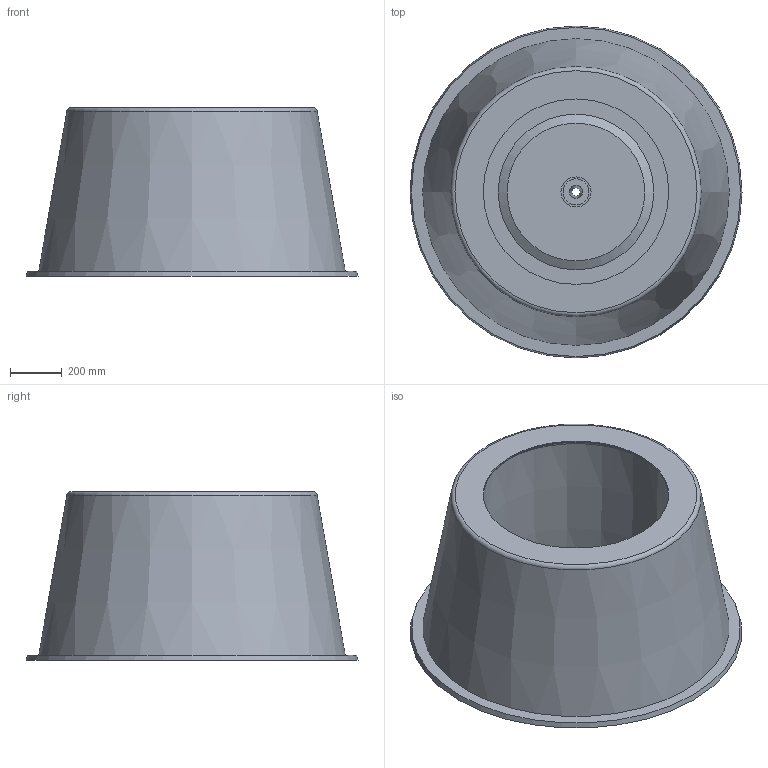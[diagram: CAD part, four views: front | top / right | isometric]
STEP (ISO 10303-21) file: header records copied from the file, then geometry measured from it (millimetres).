
FILE_DESCRIPTION(/* description */ (''),/* implementation_level */ '2;1');
FILE_NAME(/* name */ '18100.070X_3D.stp',/* time_stamp */ '2024-12-12T07:39:45+01:00',/* author */ ('CAD'),/* organization */ (''),/* preprocessor_version */ 'ST-DEVELOPER v20',/* originating_system */ 'AutoCAD Mechanical',/* authorisation */ '');
FILE_SCHEMA (('AUTOMOTIVE_DESIGN { 1 0 10303 214 3 1 1 }'));
Length unit declared in the file: centimetre
Products named in the file (1): Product
Bounding box: 1280 x 1280 x 650 mm (x, y, z)
Volume: 131594990 mm3; surface area: 10437481.8 mm2
Topology: 1 solids, 1 shells, 214 faces, 516 edges, 312 vertices
Faces by surface type: bspline 96, plane 46, torus 26, cylinder 25, cone 21
Full cylindrical faces by diameter (mm): 715 x1
Entity records: 11425 total; most frequent: CARTESIAN_POINT 7043, ORIENTED_EDGE 1032, DIRECTION 708, EDGE_CURVE 516, AXIS2_PLACEMENT_3D 313, VERTEX_POINT 312, B_SPLINE_CURVE_WITH_KNOTS 240, EDGE_LOOP 224
